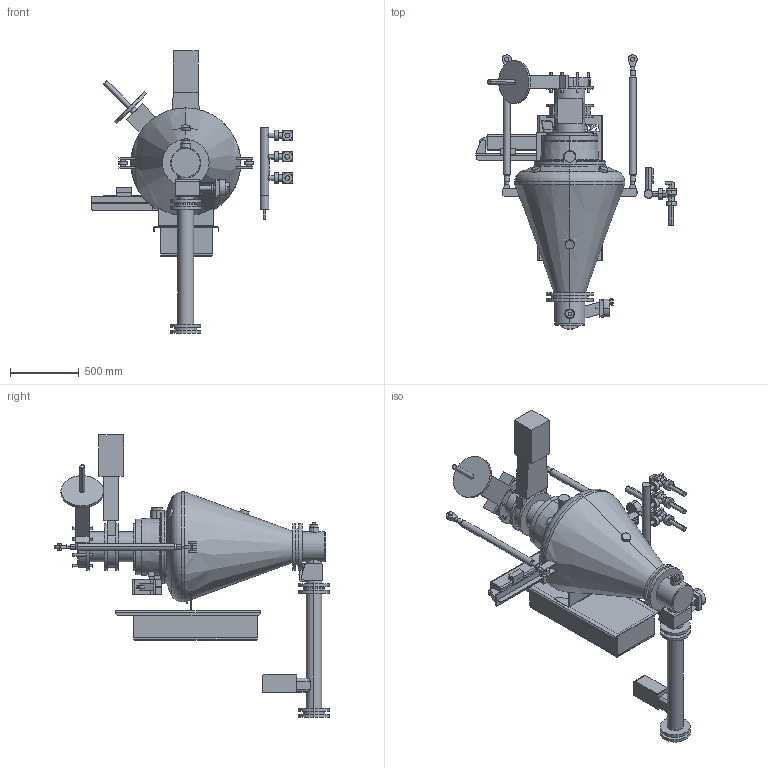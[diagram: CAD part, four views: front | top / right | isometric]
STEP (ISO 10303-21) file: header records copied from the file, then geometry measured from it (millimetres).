
FILE_DESCRIPTION (( 'STEP AP203' ), '1' );
FILE_NAME ('ELMO250H-KOPAR.STEP', '2021-03-30T10:48:50', ( '' ), ( '' ), 'SwSTEP 2.0', 'SolidWorks 2017', '' );
FILE_SCHEMA (( 'CONFIG_CONTROL_DESIGN' ));
Length unit declared in the file: millimetre
Products named in the file (1): ELMO250H-KOPAR
Bounding box: 1459.92 x 1993.5 x 2051.25 mm (x, y, z)
Volume: 452649955 mm3; surface area: 8471741 mm2
Topology: 5 solids, 5 shells, 845 faces, 2077 edges, 1324 vertices
Faces by surface type: plane 486, cylinder 308, cone 25, sphere 10, torus 8, bspline 8
Entity records: 27138 total; most frequent: CARTESIAN_POINT 6711, DIRECTION 4331, ORIENTED_EDGE 4138, EDGE_CURVE 2069, AXIS2_PLACEMENT_3D 1532, VERTEX_POINT 1324, LINE 1267, VECTOR 1267
